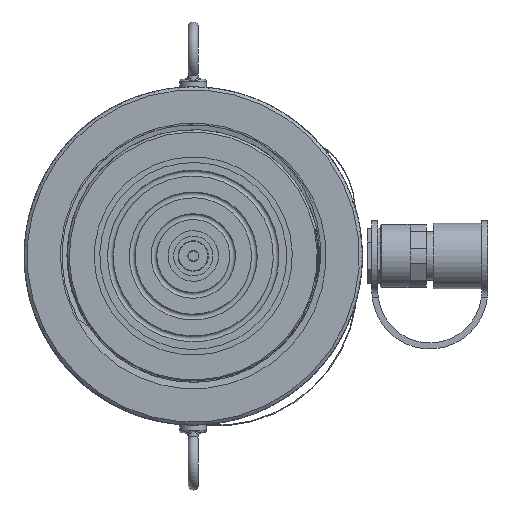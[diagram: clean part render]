
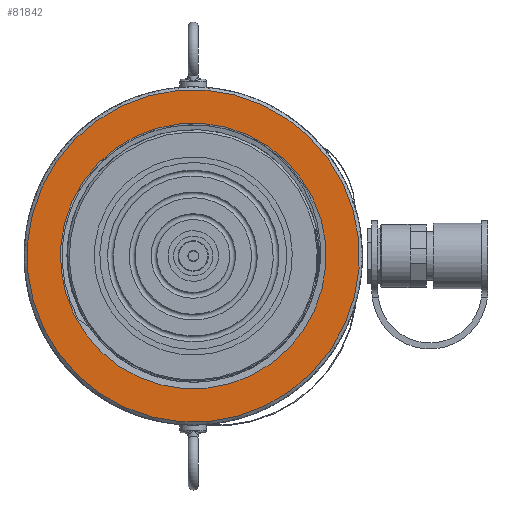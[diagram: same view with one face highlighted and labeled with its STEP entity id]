
A CAD part, left-side view. The second image highlights one B-rep face of the part: STEP entity #81842.
In plain terms, the highlighted planar face has unit normal (-1, 0, 0).
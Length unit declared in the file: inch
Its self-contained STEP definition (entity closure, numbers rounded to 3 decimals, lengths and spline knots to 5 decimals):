
#3117 = EDGE_CURVE ( 'NONE', #238041, #238041, #43755, .T. ) ;
#17679 = DIRECTION ( 'NONE',  ( 0., -0.828, -0.56 ) ) ;
#42323 = PLANE ( 'NONE',  #234324 ) ;
#43755 = CIRCLE ( 'NONE', #300683, 3.44 ) ;
#55112 = EDGE_CURVE ( 'NONE', #126313, #126313, #222880, .T. ) ;
#56004 = CARTESIAN_POINT ( 'NONE',  ( -5.166, -2.27776, -1.54088 ) ) ;
#60607 = FACE_OUTER_BOUND ( 'NONE', #218921, .T. ) ;
#67963 = CARTESIAN_POINT ( 'NONE',  ( -5.166, -1.9275, 2.84927 ) ) ;
#81842 = ADVANCED_FACE ( 'NONE', ( #195911, #60607 ), #42323, .F. ) ;
#126313 = VERTEX_POINT ( 'NONE', #56004 ) ;
#142889 = DIRECTION ( 'NONE',  ( 0., -0.828, -0.56 ) ) ;
#144665 = CARTESIAN_POINT ( 'NONE',  ( -5.166, 0., 0. ) ) ;
#170121 = DIRECTION ( 'NONE',  ( -1., 0., 0. ) ) ;
#185849 = AXIS2_PLACEMENT_3D ( 'NONE', #212803, #210592, #142889 ) ;
#195911 = FACE_BOUND ( 'NONE', #263426, .T. ) ;
#196000 = ORIENTED_EDGE ( 'NONE', *, *, #3117, .T. ) ;
#210592 = DIRECTION ( 'NONE',  ( -1., 0., 0. ) ) ;
#212803 = CARTESIAN_POINT ( 'NONE',  ( -5.166, 0., 0. ) ) ;
#218921 = EDGE_LOOP ( 'NONE', ( #196000 ) ) ;
#222880 = CIRCLE ( 'NONE', #185849, 2.75 ) ;
#223694 = ORIENTED_EDGE ( 'NONE', *, *, #55112, .F. ) ;
#234324 = AXIS2_PLACEMENT_3D ( 'NONE', #67963, #298404, #322998 ) ;
#238041 = VERTEX_POINT ( 'NONE', #325752 ) ;
#263426 = EDGE_LOOP ( 'NONE', ( #223694 ) ) ;
#298404 = DIRECTION ( 'NONE',  ( 1., 0., 0. ) ) ;
#300683 = AXIS2_PLACEMENT_3D ( 'NONE', #144665, #170121, #17679 ) ;
#322998 = DIRECTION ( 'NONE',  ( 0., 0.828, 0.56 ) ) ;
#325752 = CARTESIAN_POINT ( 'NONE',  ( -5.166, -2.84927, -1.9275 ) ) ;
